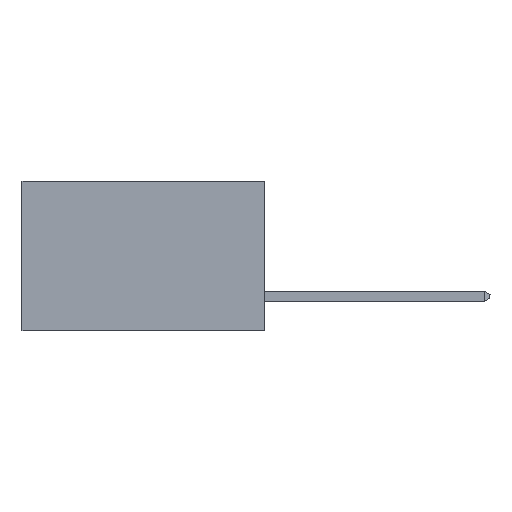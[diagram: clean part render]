
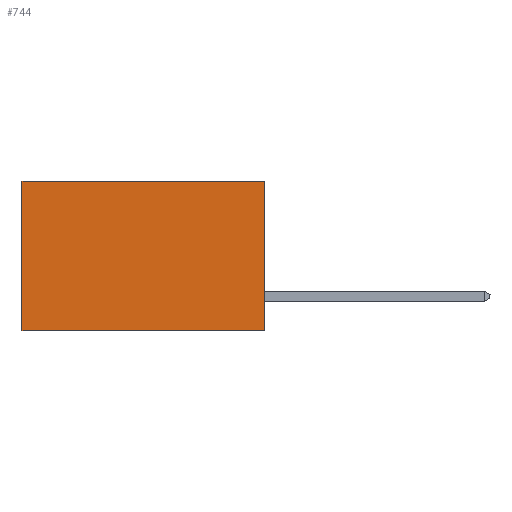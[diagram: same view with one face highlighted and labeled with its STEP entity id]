
A CAD part, left-side view. The second image highlights one B-rep face of the part: STEP entity #744.
In plain terms, the highlighted planar face has unit normal (-1, 0, 0).
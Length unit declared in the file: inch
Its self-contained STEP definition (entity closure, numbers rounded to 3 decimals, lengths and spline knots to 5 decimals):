
#391 = CARTESIAN_POINT ( 'NONE',  ( 0.2615, 0., -0.37 ) ) ;
#744 = ADVANCED_FACE ( 'NONE', ( #5534 ), #8991, .F. ) ;
#1315 = EDGE_CURVE ( 'NONE', #11410, #19083, #18657, .T. ) ;
#2758 = DIRECTION ( 'NONE',  ( 0., 0., -1. ) ) ;
#5534 = FACE_OUTER_BOUND ( 'NONE', #14196, .T. ) ;
#5647 = DIRECTION ( 'NONE',  ( 0., 0., -1. ) ) ;
#5788 = ORIENTED_EDGE ( 'NONE', *, *, #1315, .F. ) ;
#6612 = EDGE_CURVE ( 'NONE', #17114, #19083, #11811, .T. ) ;
#7563 = CARTESIAN_POINT ( 'NONE',  ( 0.2615, 0., -0.37 ) ) ;
#8756 = DIRECTION ( 'NONE',  ( 1., 0., 0. ) ) ;
#8991 = PLANE ( 'NONE',  #11923 ) ;
#10191 = EDGE_CURVE ( 'NONE', #21155, #11410, #14573, .T. ) ;
#10993 = CARTESIAN_POINT ( 'NONE',  ( 0.2615, 0.6, 0. ) ) ;
#11222 = CARTESIAN_POINT ( 'NONE',  ( 0.2615, 0., 0. ) ) ;
#11410 = VERTEX_POINT ( 'NONE', #7563 ) ;
#11811 = LINE ( 'NONE', #19033, #18018 ) ;
#11923 = AXIS2_PLACEMENT_3D ( 'NONE', #12573, #8756, #5647 ) ;
#12573 = CARTESIAN_POINT ( 'NONE',  ( 0.2615, 0., -0.37 ) ) ;
#13076 = LINE ( 'NONE', #18874, #13775 ) ;
#13149 = DIRECTION ( 'NONE',  ( 0., 0., -1. ) ) ;
#13775 = VECTOR ( 'NONE', #15320, 39.37008 ) ;
#14193 = VECTOR ( 'NONE', #22454, 39.37008 ) ;
#14196 = EDGE_LOOP ( 'NONE', ( #19309, #5788, #22250, #14496 ) ) ;
#14496 = ORIENTED_EDGE ( 'NONE', *, *, #18054, .T. ) ;
#14573 = LINE ( 'NONE', #391, #16181 ) ;
#15223 = CARTESIAN_POINT ( 'NONE',  ( 0.2615, 0., -0.37 ) ) ;
#15320 = DIRECTION ( 'NONE',  ( 0., 1., 0. ) ) ;
#16181 = VECTOR ( 'NONE', #13149, 39.37008 ) ;
#17114 = VERTEX_POINT ( 'NONE', #10993 ) ;
#17812 = CARTESIAN_POINT ( 'NONE',  ( 0.2615, 0.6, -0.37 ) ) ;
#18018 = VECTOR ( 'NONE', #2758, 39.37008 ) ;
#18054 = EDGE_CURVE ( 'NONE', #21155, #17114, #13076, .T. ) ;
#18657 = LINE ( 'NONE', #15223, #14193 ) ;
#18874 = CARTESIAN_POINT ( 'NONE',  ( 0.2615, 0., 0. ) ) ;
#19033 = CARTESIAN_POINT ( 'NONE',  ( 0.2615, 0.6, -0.37 ) ) ;
#19083 = VERTEX_POINT ( 'NONE', #17812 ) ;
#19309 = ORIENTED_EDGE ( 'NONE', *, *, #6612, .T. ) ;
#21155 = VERTEX_POINT ( 'NONE', #11222 ) ;
#22250 = ORIENTED_EDGE ( 'NONE', *, *, #10191, .F. ) ;
#22454 = DIRECTION ( 'NONE',  ( 0., 1., 0. ) ) ;
